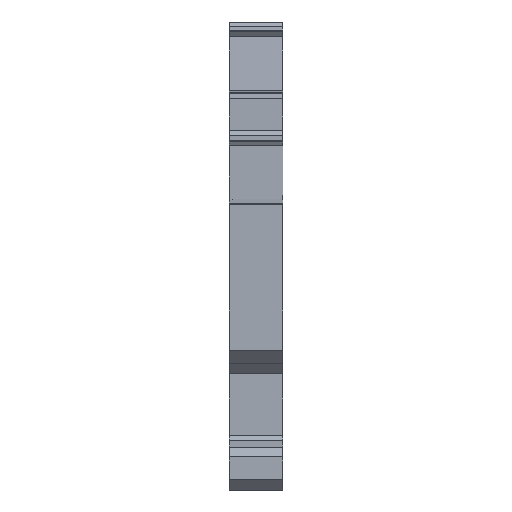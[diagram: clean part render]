
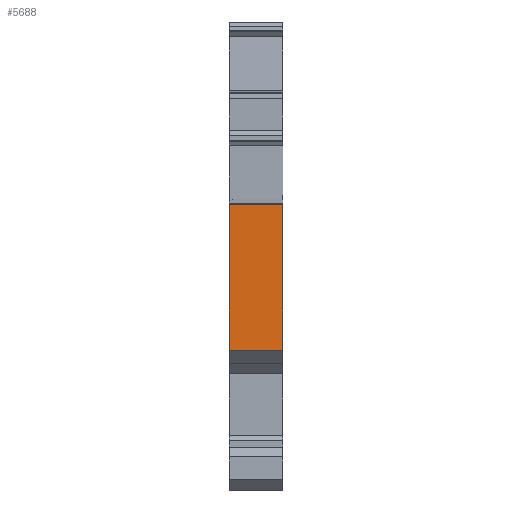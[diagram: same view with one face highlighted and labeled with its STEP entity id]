
A CAD part, left-side view. The second image highlights one B-rep face of the part: STEP entity #5688.
In plain terms, the highlighted free-form (B-spline) face has degree [1, 1] with [2, 2] control points.
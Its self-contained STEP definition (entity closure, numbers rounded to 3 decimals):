
#155=CARTESIAN_POINT('',(-34.7,0.,-22.55));
#156=VERTEX_POINT('',#155);
#165=CARTESIAN_POINT('',(-34.7,5.2,-22.55));
#166=VERTEX_POINT('',#165);
#167=CARTESIAN_POINT('',(-34.7,0.,-22.55));
#168=CARTESIAN_POINT('',(-34.7,5.2,-22.55));
#169=B_SPLINE_CURVE_WITH_KNOTS('',1,(#167,#168),.POLYLINE_FORM.,.F.,.U.,(2,2),(0.,1.),.UNSPECIFIED.);
#170=EDGE_CURVE('',#156,#166,#169,.T.);
#4892=CARTESIAN_POINT('',(-34.7,5.2,-8.286));
#4893=VERTEX_POINT('',#4892);
#4904=CARTESIAN_POINT('',(-34.7,0.,-8.286));
#4905=VERTEX_POINT('',#4904);
#4906=CARTESIAN_POINT('',(-34.7,0.,-8.286));
#4907=CARTESIAN_POINT('',(-34.7,5.2,-8.286));
#4908=B_SPLINE_CURVE_WITH_KNOTS('',1,(#4906,#4907),.POLYLINE_FORM.,.F.,.U.,(2,2),(0.,1.),.UNSPECIFIED.);
#4909=EDGE_CURVE('',#4905,#4893,#4908,.T.);
#5669=CARTESIAN_POINT('',(-34.7,5.644,-6.789));
#5670=CARTESIAN_POINT('',(-34.7,-0.444,-6.789));
#5671=CARTESIAN_POINT('',(-34.7,5.644,-24.011));
#5672=CARTESIAN_POINT('',(-34.7,-0.444,-24.011));
#5673=B_SPLINE_SURFACE_WITH_KNOTS('',1,1,((#5669,#5670),(#5671,#5672)),.PLANE_SURF.,.F.,.F.,.U.,(2,2),(2,2),(0.,1.),(0.,1.),.UNSPECIFIED.);
#5674=ORIENTED_EDGE('',*,*,#4909,.T.);
#5675=CARTESIAN_POINT('',(-34.7,5.2,-22.55));
#5676=CARTESIAN_POINT('',(-34.7,5.2,-8.286));
#5677=B_SPLINE_CURVE_WITH_KNOTS('',1,(#5675,#5676),.POLYLINE_FORM.,.F.,.U.,(2,2),(0.,1.),.UNSPECIFIED.);
#5678=EDGE_CURVE('',#166,#4893,#5677,.T.);
#5679=ORIENTED_EDGE('',*,*,#5678,.F.);
#5680=ORIENTED_EDGE('',*,*,#170,.F.);
#5681=CARTESIAN_POINT('',(-34.7,0.,-8.286));
#5682=CARTESIAN_POINT('',(-34.7,0.,-22.55));
#5683=B_SPLINE_CURVE_WITH_KNOTS('',1,(#5681,#5682),.POLYLINE_FORM.,.F.,.U.,(2,2),(0.,1.),.UNSPECIFIED.);
#5684=EDGE_CURVE('',#4905,#156,#5683,.T.);
#5685=ORIENTED_EDGE('',*,*,#5684,.F.);
#5686=EDGE_LOOP('',(#5674,#5679,#5680,#5685));
#5687=FACE_OUTER_BOUND('',#5686,.T.);
#5688=ADVANCED_FACE('',(#5687),#5673,.T.);
